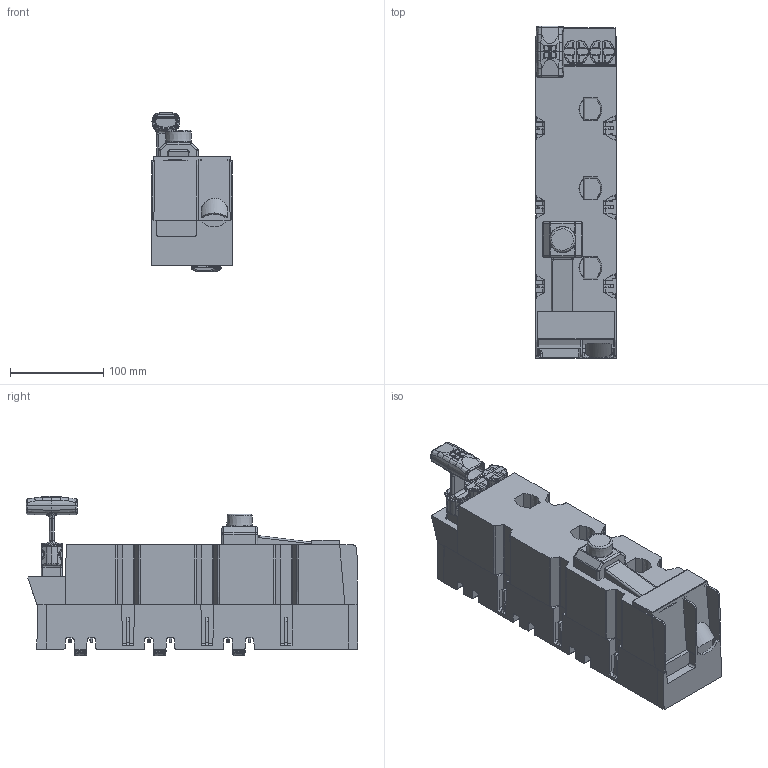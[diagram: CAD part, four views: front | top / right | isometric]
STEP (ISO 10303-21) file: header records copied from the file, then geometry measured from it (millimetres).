
FILE_DESCRIPTION(/* description */ (''),/* implementation_level */ '2;1');
FILE_NAME(/* name */ 'fd3300_dummy_ABB_2.stp',/* time_stamp */ '2017-02-27T10:22:35+01:00',/* author */ (''),/* organization */ (''),/* preprocessor_version */ 'ST-DEVELOPER v16',/* originating_system */ 'SIEMENS PLM Software NX 11.0',/* authorisation */ '');
FILE_SCHEMA (('AP203_CONFIGURATION_CONTROLLED_3D_DESIGN_OF_MECHANICAL_PARTS_AND_ASSEMBLIES_MIM_LF { 1 0 10303 403 2 1 2}'));
Products named in the file (1): admi1A687D6810nt
Bounding box: 87 x 356.5 x 171.5 mm (x, y, z)
Volume: 2955941.6 mm3; surface area: 243420.2 mm2
Topology: 1 solids, 8 shells, 3133 faces, 8575 edges, 5379 vertices
Faces by surface type: cylinder 1300, plane 1072, bspline 414, torus 122, cone 91, sphere 64, extrusion 57, revolution 13
Entity records: 136850 total; most frequent: CARTESIAN_POINT 41941, ORIENTED_EDGE 16978, DIRECTION 13080, EDGE_CURVE 8489, VERTEX_POINT 5378, AXIS2_PLACEMENT_3D 4631, VECTOR 3805, LINE 3748
